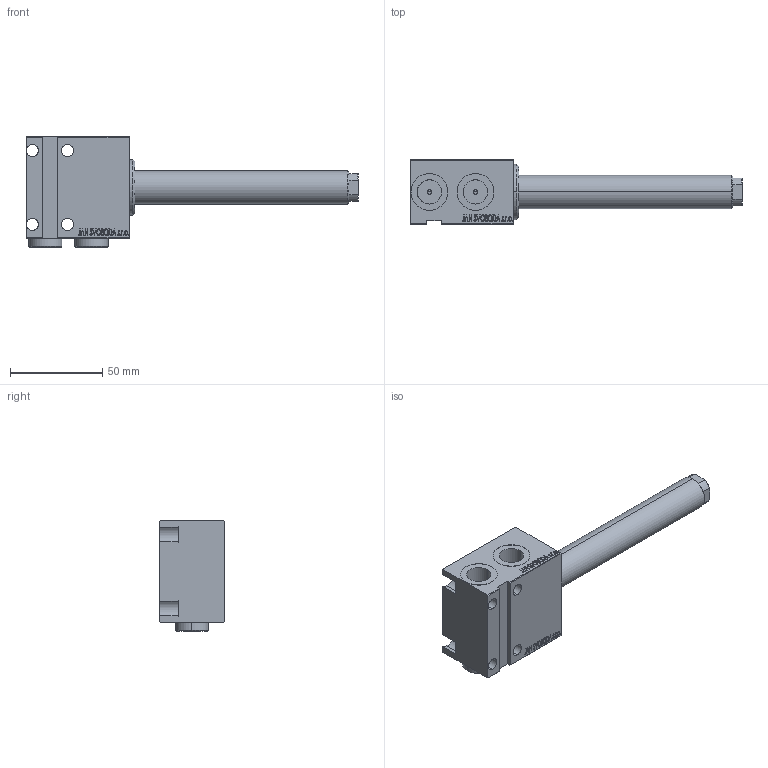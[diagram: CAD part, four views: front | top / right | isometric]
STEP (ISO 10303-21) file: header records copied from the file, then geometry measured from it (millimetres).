
FILE_DESCRIPTION (( 'STEP AP203' ), '1' );
FILE_NAME ('e0d5.STEP', '2024-02-12T14:40:06', ( '' ), ( '' ), 'SwSTEP 2.0', 'SolidWorks 2019', '' );
FILE_SCHEMA (( 'CONFIG_CONTROL_DESIGN' ));
Length unit declared in the file: millimetre
Products named in the file (5): V450CM_E_VCP c41365e1343ff0f5b9909c217e141f12; Zatka_OIL_PORT c41365e1343ff0f5b9909c217e141f12; e0d5; V450CM_E_Body c41365e1343ff0f5b9909c217e141f12; V450CM_VC_B c41365e1343ff0f5b9909c217e141f12
Assembly tree (5 placements, depth 2):
  e0d5
    V450CM_E_Body c41365e1343ff0f5b9909c217e141f12
    V450CM_E_VCP c41365e1343ff0f5b9909c217e141f12
    V450CM_VC_B c41365e1343ff0f5b9909c217e141f12
    Zatka_OIL_PORT c41365e1343ff0f5b9909c217e141f12  x2
Bounding box: 180 x 35 x 59.9 mm (x, y, z)
Volume: 128278 mm3; surface area: 40125.3 mm2
Topology: 5 solids, 5 shells, 903 faces, 2322 edges, 1533 vertices
Faces by surface type: plane 441, bspline 380, cylinder 64, cone 18
Entity records: 44501 total; most frequent: CARTESIAN_POINT 24869, ORIENTED_EDGE 4560, DIRECTION 2658, EDGE_CURVE 2280, VERTEX_POINT 1509, VECTOR 1366, LINE 1366, EDGE_LOOP 1011
